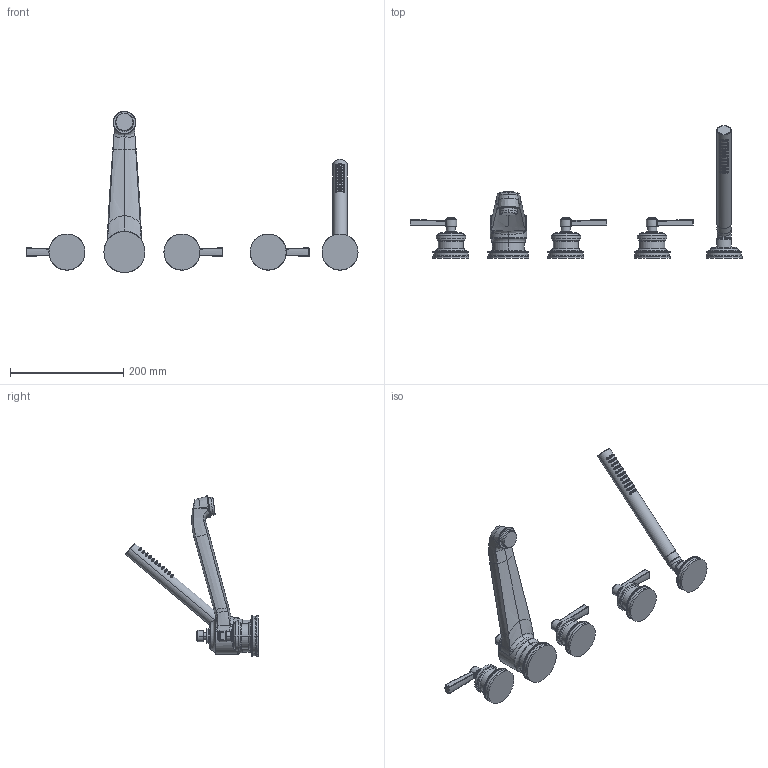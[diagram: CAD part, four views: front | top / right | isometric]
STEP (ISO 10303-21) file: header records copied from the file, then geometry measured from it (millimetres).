
FILE_DESCRIPTION((''),'2;1');
FILE_NAME('3-1627','2021-03-17T14:42:59',('jinson.thomas'),(''),'CREO PARAMETRIC BY PTC INC, 2018400','CREO PARAMETRIC BY PTC INC, 2018400','');
FILE_SCHEMA(('CONFIG_CONTROL_DESIGN'));
Products named in the file (1): 3-1627
Bounding box: 586.74 x 234.61 x 284.77 mm (x, y, z)
Volume: 1051127.4 mm3; surface area: 149156.1 mm2
Topology: 6 solids, 6 shells, 4161 faces, 11478 edges, 7473 vertices
Faces by surface type: plane 2088, cylinder 1322, bspline 651, torus 72, cone 16, sphere 12
Entity records: 196445 total; most frequent: CARTESIAN_POINT 92838, ORIENTED_EDGE 22952, DIRECTION 19811, EDGE_CURVE 11476, VECTOR 7571, LINE 7571, VERTEX_POINT 7473, AXIS2_PLACEMENT_3D 6120
